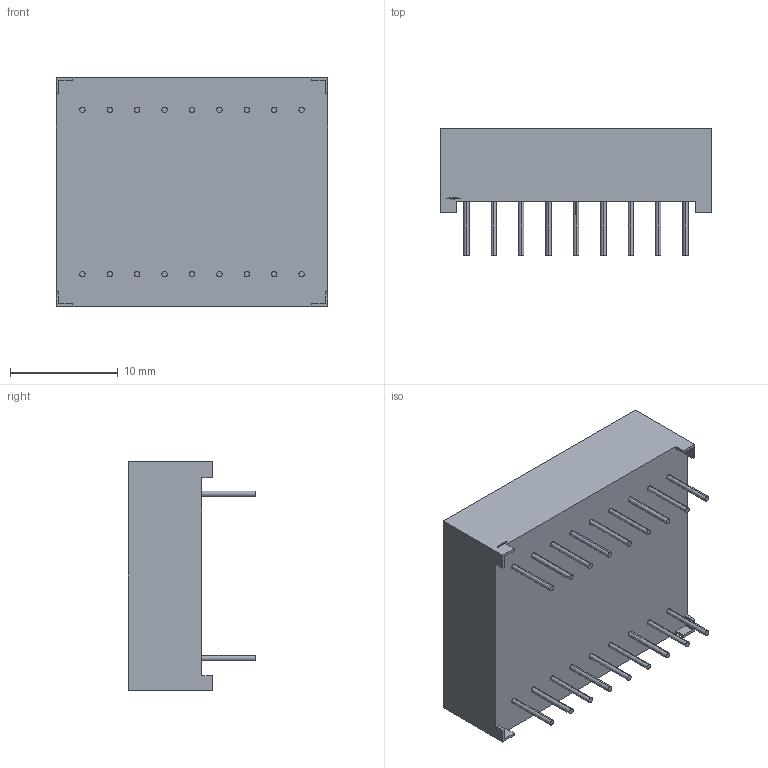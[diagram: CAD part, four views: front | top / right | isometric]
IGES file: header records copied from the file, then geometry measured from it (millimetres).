
Start section: SolidWorks IGES file using analytic representation for surfaces
Global section: file name: PDA54-11.IGS; native system: SolidWorks 2008; preprocessor: SolidWorks 2008; author: evant; date: 080907.084029; units: millimetre
Bounding box: 25.2 x 11.8 x 21.2 mm (x, y, z)
Surface area: 1881.4 mm2 (no closed solid volume)
Topology: 0 solids, 0 shells, 549 faces, 4967 edges, 6380 vertices
Faces by surface type: bspline 509, revolution 40
